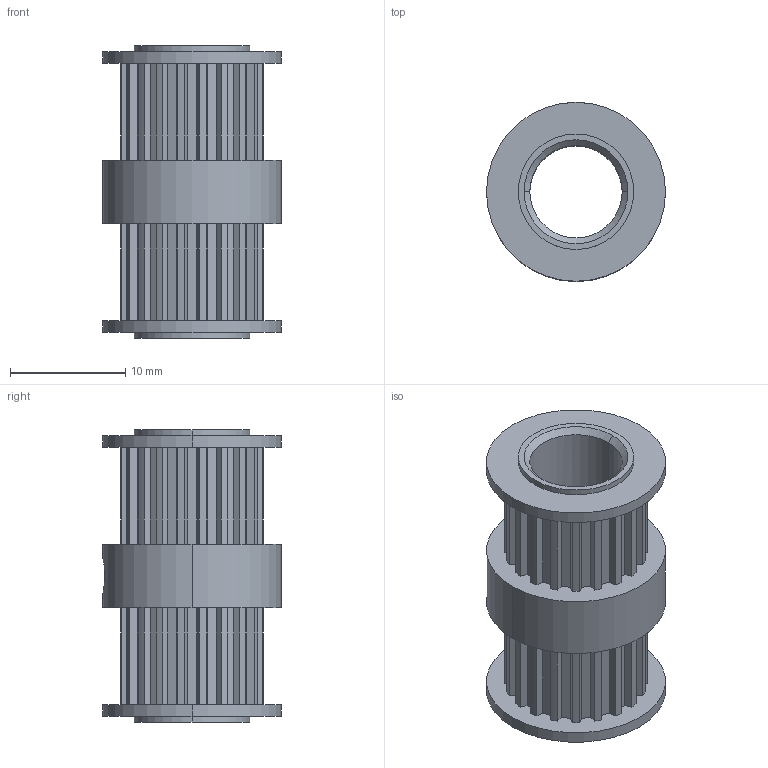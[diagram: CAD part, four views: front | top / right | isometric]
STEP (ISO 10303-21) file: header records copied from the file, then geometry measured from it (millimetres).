
FILE_DESCRIPTION (( 'STEP AP203' ), '1' );
FILE_NAME ('1167-E.STEP', '2015-10-26T16:17:16', ( '' ), ( '' ), 'SwSTEP 2.0', 'SolidWorks 2015', '' );
FILE_SCHEMA (( 'CONFIG_CONTROL_DESIGN' ));
Length unit declared in the file: millimetre
Products named in the file (1): 1167-E
Bounding box: 15.5 x 15.5 x 25.3 mm (x, y, z)
Volume: 2003.1 mm3; surface area: 2561.1 mm2
Topology: 1 solids, 1 shells, 186 faces, 530 edges, 352 vertices
Faces by surface type: plane 128, cylinder 54, cone 4
Entity records: 6213 total; most frequent: CARTESIAN_POINT 1175, ORIENTED_EDGE 1060, DIRECTION 1008, EDGE_CURVE 530, LINE 418, VECTOR 418, VERTEX_POINT 352, AXIS2_PLACEMENT_3D 295
